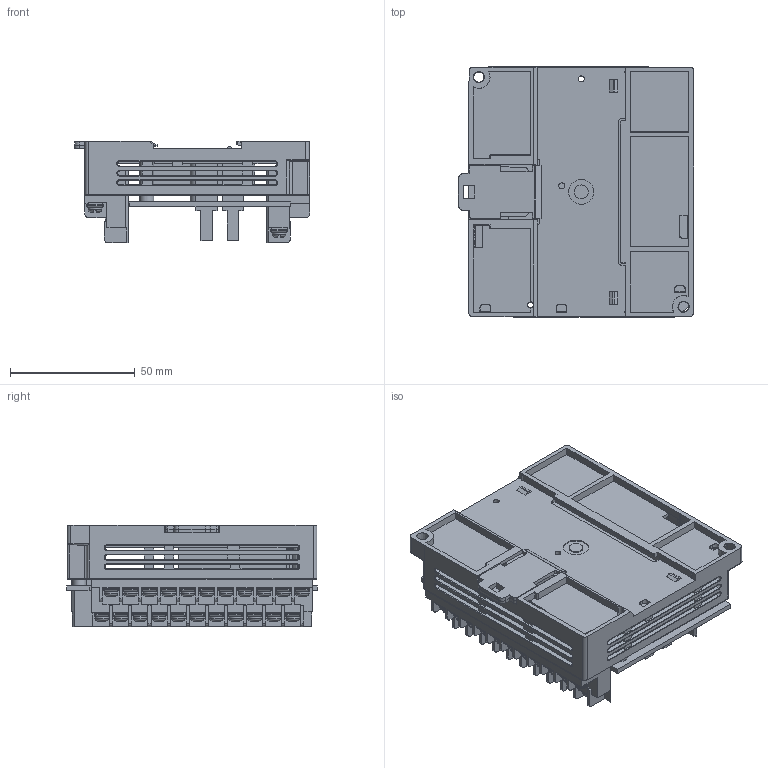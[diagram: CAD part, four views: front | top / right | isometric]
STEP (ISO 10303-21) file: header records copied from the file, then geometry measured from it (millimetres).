
FILE_DESCRIPTION( ('This file contains a STEP AP42 implementation' ,'as created by ZW3D STEP Interface translator.') ,'2;1' );
FILE_NAME( 'CBR&CBT.stp' ,'2110 8.144932', (''), ('ZWCAD Software Co.'), 'Version 1.0', 'ZW3D to STEP translator', '' );
FILE_SCHEMA(('AUTOMOTIVE_DESIGN { 1 0 10303 214 1 1 1 1 }'));
Length unit declared in the file: millimetre
Products named in the file (1): 0
Bounding box: 94.2 x 100.5 x 40.7 mm (x, y, z)
Volume: 81754.4 mm3; surface area: 109366.8 mm2
Topology: 1 solids, 5 shells, 5533 faces, 15895 edges, 9986 vertices
Faces by surface type: plane 4211, cylinder 943, bspline 192, torus 113, cone 70, sphere 4
Full cylindrical faces by diameter (mm): 2.4 x3, 3.2 x2, 5.5 x44, 5.6 x3, 10 x1
Entity records: 189606 total; most frequent: CARTESIAN_POINT 39220, ORIENTED_EDGE 31430, DIRECTION 28294, EDGE_CURVE 15715, VECTOR 12308, LINE 12308, VERTEX_POINT 9986, AXIS2_PLACEMENT_3D 7993
